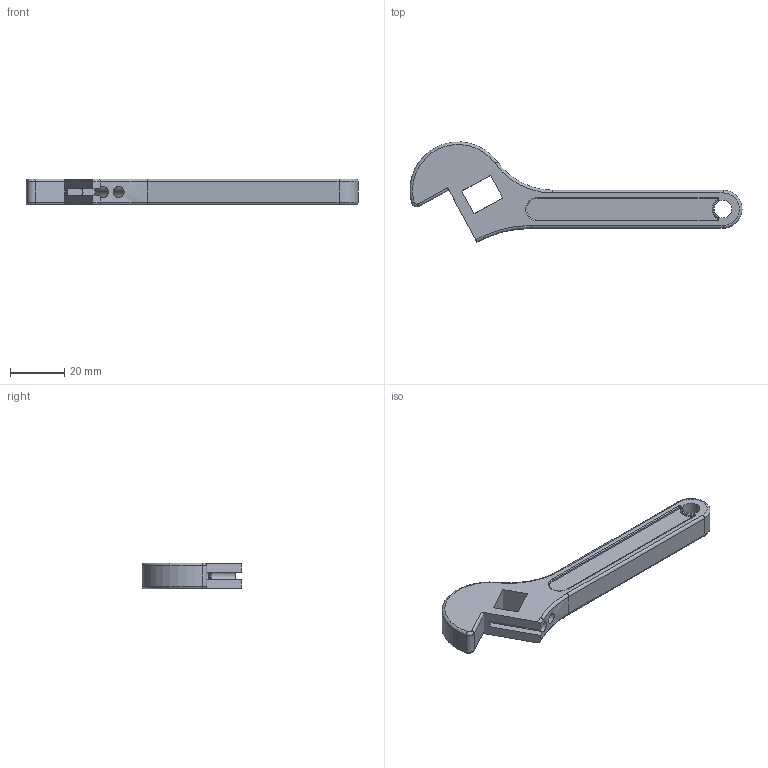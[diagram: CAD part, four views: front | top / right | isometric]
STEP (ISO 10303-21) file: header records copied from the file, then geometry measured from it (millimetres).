
FILE_DESCRIPTION(/* description */ (''),/* implementation_level */ '2;1');
FILE_NAME(/* name */ 'main_step203.stp',/* time_stamp */ '2018-06-08T00:42:15+02:00',/* author */ (''),/* organization */ (''),/* preprocessor_version */ 'ST-DEVELOPER v16',/* originating_system */ 'SIEMENS PLM Software NX 11.0',/* authorisation */ '');
FILE_SCHEMA (('AP203_CONFIGURATION_CONTROLLED_3D_DESIGN_OF_MECHANICAL_PARTS_AND_ASSEMBLIES_MIM_LF { 1 0 10303 403 2 1 2}'));
Length unit declared in the file: millimetre
Products named in the file (1): main
Bounding box: 122.37 x 36.85 x 9.5 mm (x, y, z)
Volume: 16648.7 mm3; surface area: 7445.4 mm2
Topology: 1 solids, 1 shells, 68 faces, 169 edges, 104 vertices
Faces by surface type: cylinder 28, plane 22, torus 16, bspline 2
Full cylindrical faces by diameter (mm): 4 x1, 6.5 x1
Entity records: 2228 total; most frequent: CARTESIAN_POINT 465, DIRECTION 381, ORIENTED_EDGE 330, EDGE_CURVE 165, AXIS2_PLACEMENT_3D 151, VERTEX_POINT 102, CIRCLE 80, EDGE_LOOP 79
